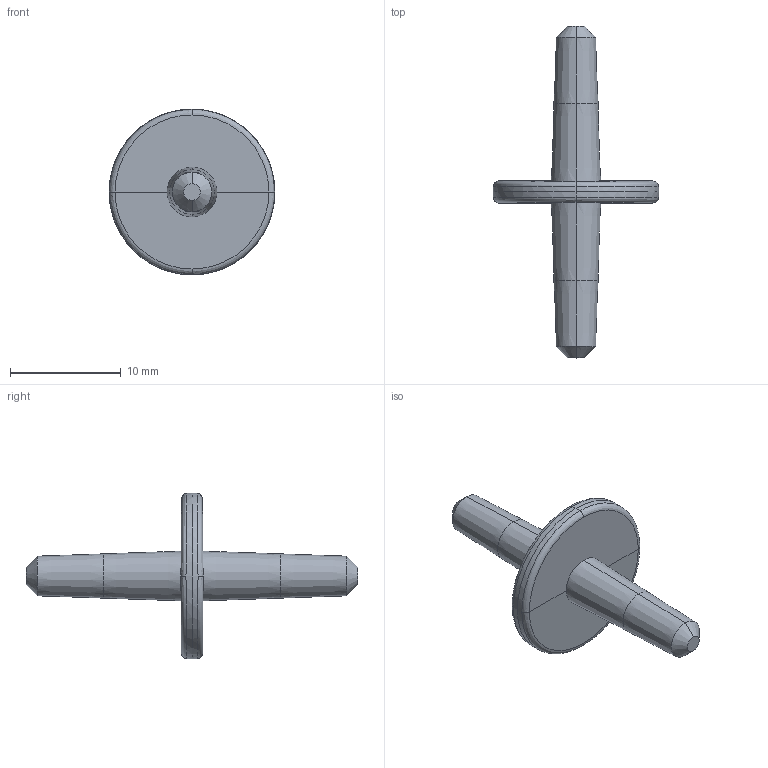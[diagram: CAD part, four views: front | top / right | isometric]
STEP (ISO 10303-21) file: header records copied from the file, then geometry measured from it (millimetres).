
FILE_DESCRIPTION (( 'STEP AP203' ), '1' );
FILE_NAME ('1254-B2P-A.STEP', '2013-08-15T16:47:19', ( '' ), ( '' ), 'SwSTEP 2.0', 'SolidWorks 2013', '' );
FILE_SCHEMA (( 'CONFIG_CONTROL_DESIGN' ));
Length unit declared in the file: millimetre
Products named in the file (1): 1254-B2P-A
Bounding box: 15 x 30 x 15 mm (x, y, z)
Volume: 682.7 mm3; surface area: 744.9 mm2
Topology: 1 solids, 1 shells, 30 faces, 66 edges, 38 vertices
Faces by surface type: cone 16, bspline 8, plane 6
Entity records: 1249 total; most frequent: CARTESIAN_POINT 607, ORIENTED_EDGE 132, DIRECTION 102, EDGE_CURVE 66, AXIS2_PLACEMENT_3D 41, VERTEX_POINT 38, ADVANCED_FACE 30, FACE_OUTER_BOUND 30
